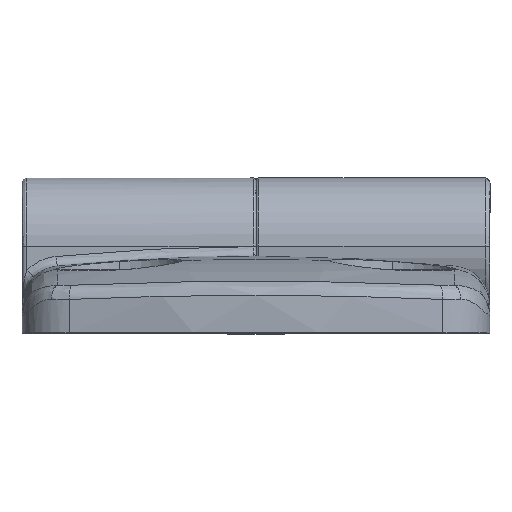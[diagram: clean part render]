
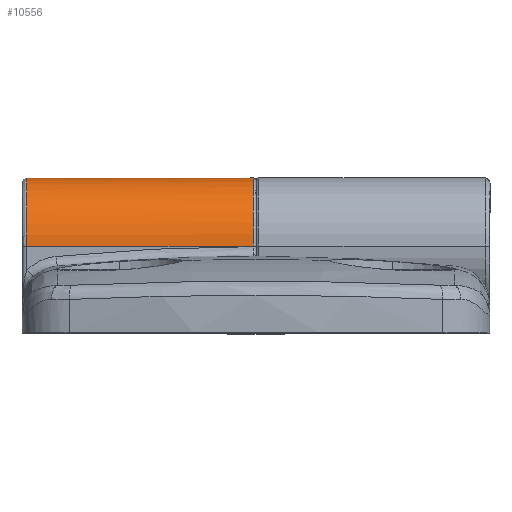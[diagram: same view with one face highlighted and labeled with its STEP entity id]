
A CAD part, top view. The second image highlights one B-rep face of the part: STEP entity #10556.
In plain terms, the highlighted cylindrical face has radius 7 mm (diameter 14 mm), a partial arc.
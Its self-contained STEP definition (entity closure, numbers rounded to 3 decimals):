
#127 = ORIENTED_EDGE ( 'NONE', *, *, #8889, .F. ) ;
#143 = DIRECTION ( 'NONE',  ( 1., 0., 0. ) ) ;
#473 = DIRECTION ( 'NONE',  ( 0., 0., 1. ) ) ;
#706 = ORIENTED_EDGE ( 'NONE', *, *, #9261, .F. ) ;
#778 = CARTESIAN_POINT ( 'NONE',  ( -23.5, 15.553, 2.402 ) ) ;
#819 = CARTESIAN_POINT ( 'NONE',  ( -23.5, 10.172, -6.92 ) ) ;
#1204 = VERTEX_POINT ( 'NONE', #2875 ) ;
#1217 = DIRECTION ( 'NONE',  ( 1., 0., 0. ) ) ;
#1589 = CARTESIAN_POINT ( 'NONE',  ( -23.5, 8.95, 7. ) ) ;
#1626 = CARTESIAN_POINT ( 'NONE',  ( -23.5, 15.95, 0.611 ) ) ;
#1661 = CARTESIAN_POINT ( 'NONE',  ( -23.5, 8.95, -7. ) ) ;
#1672 = AXIS2_PLACEMENT_3D ( 'NONE', #10300, #5462, #473 ) ;
#1805 = DIRECTION ( 'NONE',  ( 1., 0., 0. ) ) ;
#2266 = ORIENTED_EDGE ( 'NONE', *, *, #2369, .F. ) ;
#2369 = EDGE_CURVE ( 'NONE', #3484, #3940, #7209, .T. ) ;
#2484 = CARTESIAN_POINT ( 'NONE',  ( -23.5, 15.87, -1.222 ) ) ;
#2693 = DIRECTION ( 'NONE',  ( 0., 0., -1. ) ) ;
#2875 = CARTESIAN_POINT ( 'NONE',  ( -23.5, 8.95, 7. ) ) ;
#3207 = VERTEX_POINT ( 'NONE', #5165 ) ;
#3270 = CARTESIAN_POINT ( 'NONE',  ( -23.5, 11.352, 6.603 ) ) ;
#3305 = CARTESIAN_POINT ( 'NONE',  ( -23.5, 15.318, -2.971 ) ) ;
#3461 = CARTESIAN_POINT ( 'NONE',  ( -23.5, 8.95, -7. ) ) ;
#3473 = CARTESIAN_POINT ( 'NONE',  ( -24., 8.95, 0. ) ) ;
#3484 = VERTEX_POINT ( 'NONE', #3461 ) ;
#3847 = CYLINDRICAL_SURFACE ( 'NONE', #5656, 7. ) ;
#3940 = VERTEX_POINT ( 'NONE', #8425 ) ;
#4112 = CARTESIAN_POINT ( 'NONE',  ( -23.5, 12.979, 5.757 ) ) ;
#4143 = VECTOR ( 'NONE', #1217, 1000. ) ;
#4151 = CARTESIAN_POINT ( 'NONE',  ( -23.5, 14.332, -4.518 ) ) ;
#4413 = LINE ( 'NONE', #6212, #4143 ) ;
#4978 = CARTESIAN_POINT ( 'NONE',  ( -23.5, 14.332, 4.518 ) ) ;
#5014 = CARTESIAN_POINT ( 'NONE',  ( -23.5, 12.979, -5.757 ) ) ;
#5165 = CARTESIAN_POINT ( 'NONE',  ( -0.3, 8.95, 7. ) ) ;
#5462 = DIRECTION ( 'NONE',  ( 1., 0., 0. ) ) ;
#5656 = AXIS2_PLACEMENT_3D ( 'NONE', #3473, #1805, #2693 ) ;
#5778 = CARTESIAN_POINT ( 'NONE',  ( -23.5, 15.318, 2.971 ) ) ;
#5808 = CARTESIAN_POINT ( 'NONE',  ( -23.5, 11.352, -6.603 ) ) ;
#5941 = EDGE_LOOP ( 'NONE', ( #2266, #127, #7037, #706 ) ) ;
#6212 = CARTESIAN_POINT ( 'NONE',  ( -24., 8.95, 7. ) ) ;
#6555 = CARTESIAN_POINT ( 'NONE',  ( -23.5, 9.561, 7. ) ) ;
#6598 = CARTESIAN_POINT ( 'NONE',  ( -23.5, 15.87, 1.222 ) ) ;
#6638 = CARTESIAN_POINT ( 'NONE',  ( -23.5, 9.561, -7. ) ) ;
#7037 = ORIENTED_EDGE ( 'NONE', *, *, #9864, .T. ) ;
#7209 = LINE ( 'NONE', #8715, #7343 ) ;
#7343 = VECTOR ( 'NONE', #143, 1000. ) ;
#7403 = CARTESIAN_POINT ( 'NONE',  ( -23.5, 15.95, -0.611 ) ) ;
#8163 = CARTESIAN_POINT ( 'NONE',  ( -23.5, 10.172, 6.92 ) ) ;
#8195 = CARTESIAN_POINT ( 'NONE',  ( -23.5, 15.553, -2.402 ) ) ;
#8425 = CARTESIAN_POINT ( 'NONE',  ( -0.3, 8.95, -7. ) ) ;
#8467 = CIRCLE ( 'NONE', #1672, 7. ) ;
#8715 = CARTESIAN_POINT ( 'NONE',  ( -24., 8.95, -7. ) ) ;
#8889 = EDGE_CURVE ( 'NONE', #1204, #3484, #9885, .T. ) ;
#8957 = FACE_OUTER_BOUND ( 'NONE', #5941, .T. ) ;
#8984 = CARTESIAN_POINT ( 'NONE',  ( -23.5, 11.921, 6.368 ) ) ;
#9017 = CARTESIAN_POINT ( 'NONE',  ( -23.5, 14.707, -4.029 ) ) ;
#9261 = EDGE_CURVE ( 'NONE', #3940, #3207, #8467, .T. ) ;
#9793 = CARTESIAN_POINT ( 'NONE',  ( -23.5, 13.468, 5.382 ) ) ;
#9828 = CARTESIAN_POINT ( 'NONE',  ( -23.5, 13.468, -5.382 ) ) ;
#9864 = EDGE_CURVE ( 'NONE', #1204, #3207, #4413, .T. ) ;
#9885 = B_SPLINE_CURVE_WITH_KNOTS ( 'NONE', 3,
 ( #1589, #6555, #8163, #3270, #8984, #4112, #9793, #4978, #10581, #5778, #778, #6598, #1626, #7403, #2484, #8195, #3305, #9017, #4151, #9828, #5014, #10612, #5808, #819, #6638, #1661 ),
 .UNSPECIFIED., .F., .F.,
 ( 4, 2, 2, 2, 2, 2, 2, 2, 2, 2, 2, 2, 4 ),
 ( 0., 0.083, 0.167, 0.25, 0.333, 0.417, 0.5, 0.583, 0.667, 0.75, 0.833, 0.917, 1. ),
 .UNSPECIFIED. ) ;
#10300 = CARTESIAN_POINT ( 'NONE',  ( -0.3, 8.95, 0. ) ) ;
#10556 = ADVANCED_FACE ( 'NONE', ( #8957 ), #3847, .T. ) ;
#10581 = CARTESIAN_POINT ( 'NONE',  ( -23.5, 14.707, 4.029 ) ) ;
#10612 = CARTESIAN_POINT ( 'NONE',  ( -23.5, 11.921, -6.368 ) ) ;
